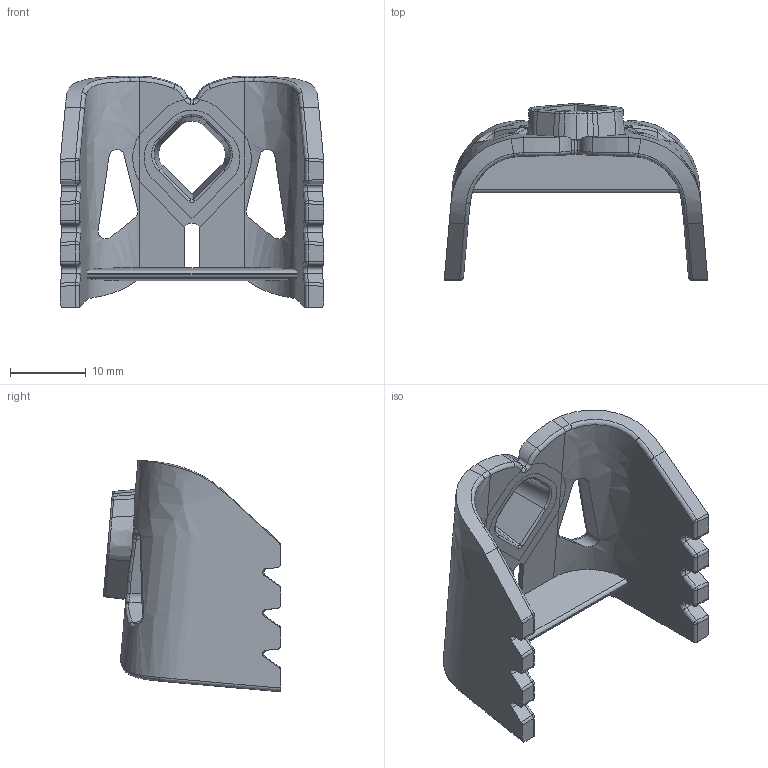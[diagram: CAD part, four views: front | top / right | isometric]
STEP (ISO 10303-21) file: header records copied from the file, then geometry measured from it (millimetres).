
FILE_DESCRIPTION (( 'STEP AP214' ), '1' );
FILE_NAME ('VS0006-B.STEP', '2016-09-20T19:15:50', ( '' ), ( '' ), 'SwSTEP 2.0', 'SolidWorks 2015', '' );
FILE_SCHEMA (( 'AUTOMOTIVE_DESIGN' ));
Length unit declared in the file: millimetre
Products named in the file (1): VS0006-B
Bounding box: 34.9 x 23.45 x 30.68 mm (x, y, z)
Volume: 3843.1 mm3; surface area: 4048.8 mm2
Topology: 1 solids, 1 shells, 400 faces, 1014 edges, 623 vertices
Faces by surface type: bspline 230, plane 79, cylinder 53, sphere 22, torus 8, cone 8
Entity records: 24493 total; most frequent: CARTESIAN_POINT 16244, ORIENTED_EDGE 2024, DIRECTION 1040, EDGE_CURVE 1012, VERTEX_POINT 623, B_SPLINE_CURVE_WITH_KNOTS 506, EDGE_LOOP 417, ADVANCED_FACE 400
